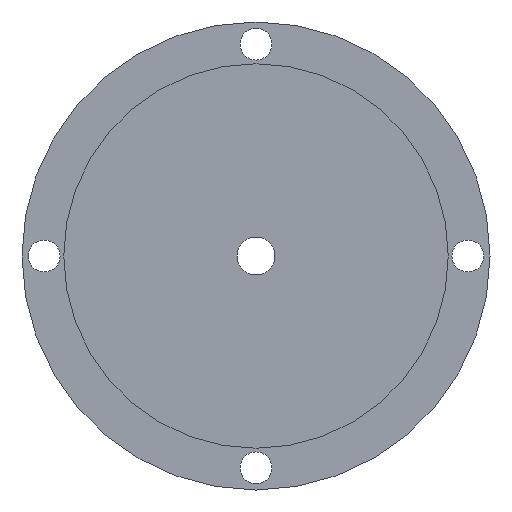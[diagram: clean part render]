
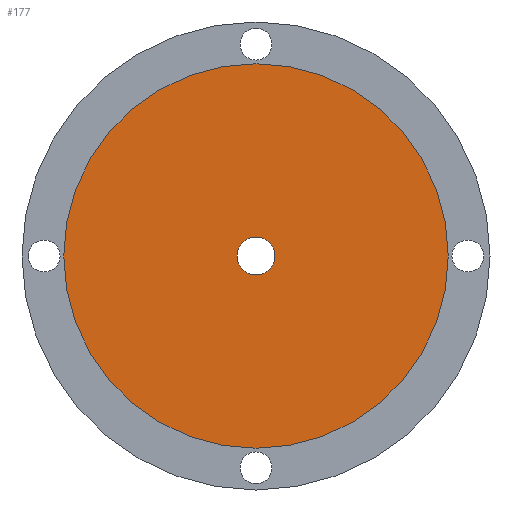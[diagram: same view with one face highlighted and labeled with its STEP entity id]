
A CAD part, front view. The second image highlights one B-rep face of the part: STEP entity #177.
In plain terms, the highlighted planar face has unit normal (0, -1, 0).
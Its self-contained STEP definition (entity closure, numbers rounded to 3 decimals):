
#15=FACE_BOUND('',#45,.T.);
#26=PLANE('',#211);
#34=FACE_OUTER_BOUND('',#44,.T.);
#44=EDGE_LOOP('',(#143));
#45=EDGE_LOOP('',(#144));
#84=CIRCLE('',#212,19.304);
#85=CIRCLE('',#213,1.905);
#98=VERTEX_POINT('',#309);
#99=VERTEX_POINT('',#311);
#117=EDGE_CURVE('',#98,#98,#84,.T.);
#118=EDGE_CURVE('',#99,#99,#85,.T.);
#143=ORIENTED_EDGE('',*,*,#117,.F.);
#144=ORIENTED_EDGE('',*,*,#118,.F.);
#177=ADVANCED_FACE('',(#34,#15),#26,.F.);
#211=AXIS2_PLACEMENT_3D('',#308,#257,#258);
#212=AXIS2_PLACEMENT_3D('',#310,#259,#260);
#213=AXIS2_PLACEMENT_3D('',#312,#261,#262);
#257=DIRECTION('center_axis',(0.,1.,0.));
#258=DIRECTION('ref_axis',(1.,0.,0.));
#259=DIRECTION('center_axis',(0.,1.,0.));
#260=DIRECTION('ref_axis',(1.,0.,0.));
#261=DIRECTION('center_axis',(0.,-1.,0.));
#262=DIRECTION('ref_axis',(1.,0.,0.));
#308=CARTESIAN_POINT('Origin',(0.,7.62,0.));
#309=CARTESIAN_POINT('',(-19.304,7.62,0.));
#310=CARTESIAN_POINT('Origin',(0.,7.62,0.));
#311=CARTESIAN_POINT('',(-1.905,7.62,0.));
#312=CARTESIAN_POINT('Origin',(0.,7.62,0.));
